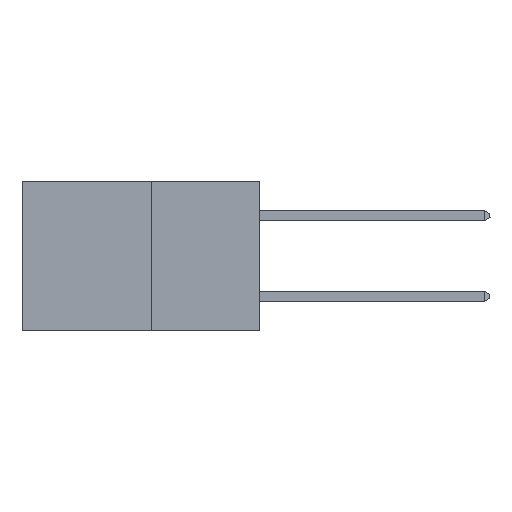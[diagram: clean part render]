
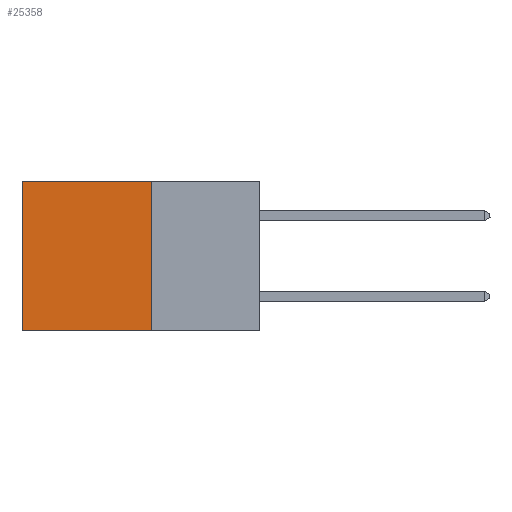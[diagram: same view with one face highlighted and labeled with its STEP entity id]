
A CAD part, left-side view. The second image highlights one B-rep face of the part: STEP entity #25358.
In plain terms, the highlighted planar face has unit normal (-1, 0, 0).
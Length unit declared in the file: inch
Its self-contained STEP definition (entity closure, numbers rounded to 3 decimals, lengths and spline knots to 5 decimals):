
#2035 = DIRECTION ( 'NONE',  ( 0., 0., -1. ) ) ;
#2152 = VECTOR ( 'NONE', #16809, 39.37008 ) ;
#2395 = EDGE_CURVE ( 'NONE', #8074, #6568, #3871, .T. ) ;
#3871 = LINE ( 'NONE', #21821, #13227 ) ;
#3961 = CARTESIAN_POINT ( 'NONE',  ( 0.277, 0.59, -0.37 ) ) ;
#4725 = CARTESIAN_POINT ( 'NONE',  ( 0.277, 0.27, 0. ) ) ;
#5000 = ORIENTED_EDGE ( 'NONE', *, *, #23291, .F. ) ;
#6389 = VECTOR ( 'NONE', #11031, 39.37008 ) ;
#6568 = VERTEX_POINT ( 'NONE', #13430 ) ;
#6825 = EDGE_LOOP ( 'NONE', ( #13137, #5000, #11859, #24830 ) ) ;
#6965 = EDGE_CURVE ( 'NONE', #16439, #21461, #13799, .T. ) ;
#7511 = LINE ( 'NONE', #8828, #2152 ) ;
#8036 = CARTESIAN_POINT ( 'NONE',  ( 0.277, 0.27, -0.37 ) ) ;
#8074 = VERTEX_POINT ( 'NONE', #4725 ) ;
#8828 = CARTESIAN_POINT ( 'NONE',  ( 0.277, 0.27, 0. ) ) ;
#8852 = EDGE_CURVE ( 'NONE', #8074, #16439, #7511, .T. ) ;
#9238 = CARTESIAN_POINT ( 'NONE',  ( 0.277, 0.59, -0.37 ) ) ;
#9381 = DIRECTION ( 'NONE',  ( 0., 0., -1. ) ) ;
#10668 = CARTESIAN_POINT ( 'NONE',  ( 0.277, 0.59, 0. ) ) ;
#11031 = DIRECTION ( 'NONE',  ( 0., 1., 0. ) ) ;
#11859 = ORIENTED_EDGE ( 'NONE', *, *, #2395, .F. ) ;
#12015 = PLANE ( 'NONE',  #19108 ) ;
#13137 = ORIENTED_EDGE ( 'NONE', *, *, #6965, .T. ) ;
#13176 = VECTOR ( 'NONE', #9381, 39.37008 ) ;
#13227 = VECTOR ( 'NONE', #15157, 39.37008 ) ;
#13420 = FACE_OUTER_BOUND ( 'NONE', #6825, .T. ) ;
#13430 = CARTESIAN_POINT ( 'NONE',  ( 0.277, 0.27, -0.37 ) ) ;
#13799 = LINE ( 'NONE', #9238, #13176 ) ;
#14013 = DIRECTION ( 'NONE',  ( 1., 0., 0. ) ) ;
#15157 = DIRECTION ( 'NONE',  ( 0., 0., -1. ) ) ;
#16370 = LINE ( 'NONE', #22758, #6389 ) ;
#16439 = VERTEX_POINT ( 'NONE', #10668 ) ;
#16809 = DIRECTION ( 'NONE',  ( 0., 1., 0. ) ) ;
#19108 = AXIS2_PLACEMENT_3D ( 'NONE', #8036, #14013, #2035 ) ;
#21461 = VERTEX_POINT ( 'NONE', #3961 ) ;
#21821 = CARTESIAN_POINT ( 'NONE',  ( 0.277, 0.27, -0.37 ) ) ;
#22758 = CARTESIAN_POINT ( 'NONE',  ( 0.277, 0.27, -0.37 ) ) ;
#23291 = EDGE_CURVE ( 'NONE', #6568, #21461, #16370, .T. ) ;
#24830 = ORIENTED_EDGE ( 'NONE', *, *, #8852, .T. ) ;
#25358 = ADVANCED_FACE ( 'NONE', ( #13420 ), #12015, .F. ) ;
